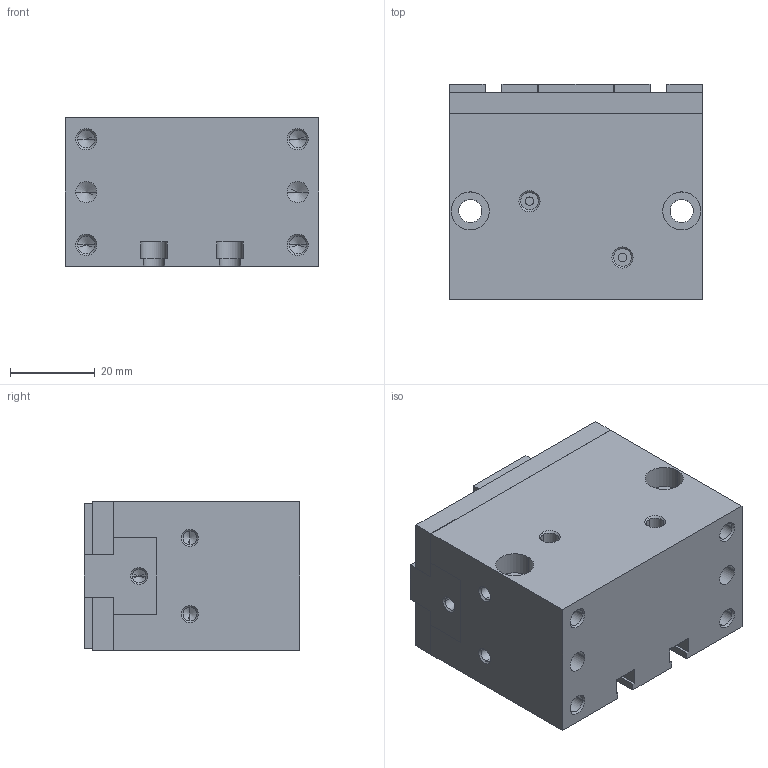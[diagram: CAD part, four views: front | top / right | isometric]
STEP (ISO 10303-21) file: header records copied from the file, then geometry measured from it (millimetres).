
FILE_DESCRIPTION( ( '' ), '1' );
FILE_NAME( 'op35i_op350iaa_0_2_14a.stp', '2010-10-25T12:46:13', ( '' ), ( '' ), ' ', ' ', ' ' );
FILE_SCHEMA( ( 'automotive_design' ) );
Length unit declared in the file: millimetre
Products named in the file (3): 1; 2; 3
Bounding box: 60 x 51 x 35 mm (x, y, z)
Volume: 97628.8 mm3; surface area: 26398.1 mm2
Topology: 3 solids, 3 shells, 238 faces, 588 edges, 344 vertices
Faces by surface type: plane 102, cone 72, cylinder 64
Entity records: 13106 total; most frequent: DIRECTION 1190, STYLED_ITEM 1133, PRESENTATION_STYLE_ASSIGNMENT 1133, CARTESIAN_POINT 1133, COLOUR_RGB 1133, ORIENTED_EDGE 1096, EDGE_CURVE 548, CURVE_STYLE 548
